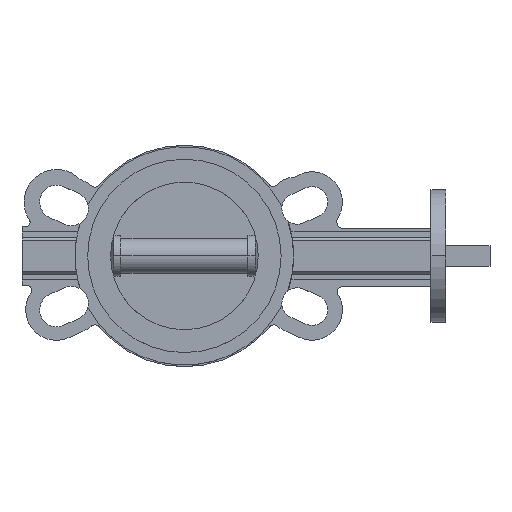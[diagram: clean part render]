
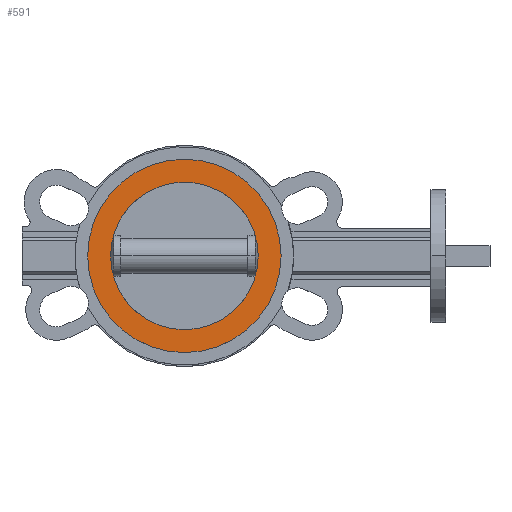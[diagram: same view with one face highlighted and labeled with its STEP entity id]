
A CAD part, top view. The second image highlights one B-rep face of the part: STEP entity #591.
In plain terms, the highlighted planar face has unit normal (0, 0, 1).
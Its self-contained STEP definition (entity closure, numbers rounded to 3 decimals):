
#26 = EDGE_CURVE ( 'NONE', #1519, #4055, #3265, .T. ) ;
#63 = DIRECTION ( 'NONE',  ( 1., 0., 0. ) ) ;
#211 = CIRCLE ( 'NONE', #1653, 65.5 ) ;
#213 = DIRECTION ( 'NONE',  ( 1., 0., 0. ) ) ;
#447 = DIRECTION ( 'NONE',  ( 0., 0., 1. ) ) ;
#489 = DIRECTION ( 'NONE',  ( 1., 0., 0. ) ) ;
#500 = CARTESIAN_POINT ( 'NONE',  ( 0., 0., 28. ) ) ;
#591 = ADVANCED_FACE ( 'NONE', ( #3913, #3181 ), #2962, .T. ) ;
#739 = CARTESIAN_POINT ( 'NONE',  ( 50., 0., 28. ) ) ;
#812 = EDGE_CURVE ( 'NONE', #6075, #4064, #5387, .T. ) ;
#843 = CARTESIAN_POINT ( 'NONE',  ( 0., 0., 28. ) ) ;
#950 = CARTESIAN_POINT ( 'NONE',  ( -50., 0., 28. ) ) ;
#967 = ORIENTED_EDGE ( 'NONE', *, *, #812, .F. ) ;
#1420 = ORIENTED_EDGE ( 'NONE', *, *, #5483, .T. ) ;
#1516 = DIRECTION ( 'NONE',  ( 1., 0., 0. ) ) ;
#1519 = VERTEX_POINT ( 'NONE', #6220 ) ;
#1585 = AXIS2_PLACEMENT_3D ( 'NONE', #500, #2659, #213 ) ;
#1617 = ORIENTED_EDGE ( 'NONE', *, *, #26, .T. ) ;
#1653 = AXIS2_PLACEMENT_3D ( 'NONE', #5391, #5847, #489 ) ;
#1944 = CARTESIAN_POINT ( 'NONE',  ( 0., 0., 28. ) ) ;
#2051 = AXIS2_PLACEMENT_3D ( 'NONE', #4857, #447, #63 ) ;
#2428 = AXIS2_PLACEMENT_3D ( 'NONE', #843, #5262, #2691 ) ;
#2491 = DIRECTION ( 'NONE',  ( 0., 0., 1. ) ) ;
#2616 = AXIS2_PLACEMENT_3D ( 'NONE', #1944, #2491, #1516 ) ;
#2654 = EDGE_LOOP ( 'NONE', ( #1617, #1420 ) ) ;
#2659 = DIRECTION ( 'NONE',  ( 0., 0., 1. ) ) ;
#2691 = DIRECTION ( 'NONE',  ( 1., 0., 0. ) ) ;
#2771 = EDGE_LOOP ( 'NONE', ( #5611, #967 ) ) ;
#2962 = PLANE ( 'NONE',  #1585 ) ;
#3181 = FACE_BOUND ( 'NONE', #2771, .T. ) ;
#3265 = CIRCLE ( 'NONE', #2428, 65.5 ) ;
#3913 = FACE_OUTER_BOUND ( 'NONE', #2654, .T. ) ;
#4055 = VERTEX_POINT ( 'NONE', #4903 ) ;
#4064 = VERTEX_POINT ( 'NONE', #950 ) ;
#4857 = CARTESIAN_POINT ( 'NONE',  ( 0., 0., 28. ) ) ;
#4903 = CARTESIAN_POINT ( 'NONE',  ( 65.5, 0., 28. ) ) ;
#5262 = DIRECTION ( 'NONE',  ( 0., 0., 1. ) ) ;
#5387 = CIRCLE ( 'NONE', #2616, 50. ) ;
#5391 = CARTESIAN_POINT ( 'NONE',  ( 0., 0., 28. ) ) ;
#5441 = CIRCLE ( 'NONE', #2051, 50. ) ;
#5483 = EDGE_CURVE ( 'NONE', #4055, #1519, #211, .T. ) ;
#5611 = ORIENTED_EDGE ( 'NONE', *, *, #5934, .F. ) ;
#5847 = DIRECTION ( 'NONE',  ( 0., 0., 1. ) ) ;
#5934 = EDGE_CURVE ( 'NONE', #4064, #6075, #5441, .T. ) ;
#6075 = VERTEX_POINT ( 'NONE', #739 ) ;
#6220 = CARTESIAN_POINT ( 'NONE',  ( -65.5, 0., 28. ) ) ;
